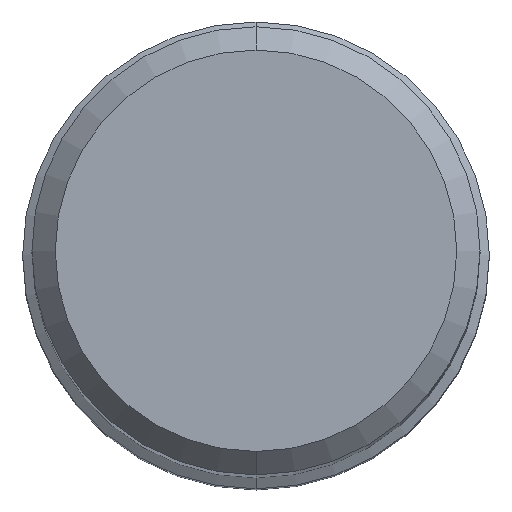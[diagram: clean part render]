
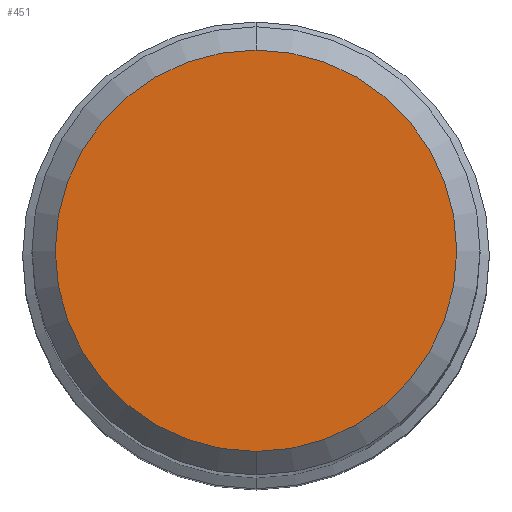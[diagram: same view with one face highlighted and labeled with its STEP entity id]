
A CAD part, top view. The second image highlights one B-rep face of the part: STEP entity #451.
In plain terms, the highlighted planar face has unit normal (0, 0, 1).
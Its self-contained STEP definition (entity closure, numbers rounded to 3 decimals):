
#225=EDGE_CURVE('',#375,#579,#613,.T.);
#355=EDGE_CURVE('',#579,#375,#754,.T.);
#375=VERTEX_POINT('',#777);
#451=ADVANCED_FACE('',(#861),#862,.T.);
#579=VERTEX_POINT('',#1007);
#613=CIRCLE('',#1038,4.3);
#754=CIRCLE('',#1263,4.3);
#777=CARTESIAN_POINT('',(0.,-4.3,0.));
#861=FACE_OUTER_BOUND('',#1457,.T.);
#862=PLANE('',#1458);
#1007=CARTESIAN_POINT('',(0.0,4.3,0.));
#1038=AXIS2_PLACEMENT_3D('',#1811,#1812,#1813);
#1263=AXIS2_PLACEMENT_3D('',#1936,#1937,#1938);
#1457=EDGE_LOOP('',(#2073,#2074));
#1458=AXIS2_PLACEMENT_3D('',#2075,#2076,#2077);
#1811=CARTESIAN_POINT('',(0.0,0.0,0.));
#1812=DIRECTION('',(0.0,0.0,-1.0));
#1813=DIRECTION('',(0.0,1.0,0.0));
#1936=CARTESIAN_POINT('',(0.0,0.0,0.));
#1937=DIRECTION('',(0.0,0.0,-1.0));
#1938=DIRECTION('',(0.0,1.0,0.0));
#2073=ORIENTED_EDGE('',*,*,#355,.F.);
#2074=ORIENTED_EDGE('',*,*,#225,.F.);
#2075=CARTESIAN_POINT('',(0.0,2.15,0.));
#2076=DIRECTION('',(-0.0,0.0,1.0));
#2077=DIRECTION('',(0.0,-1.0,0.0));
